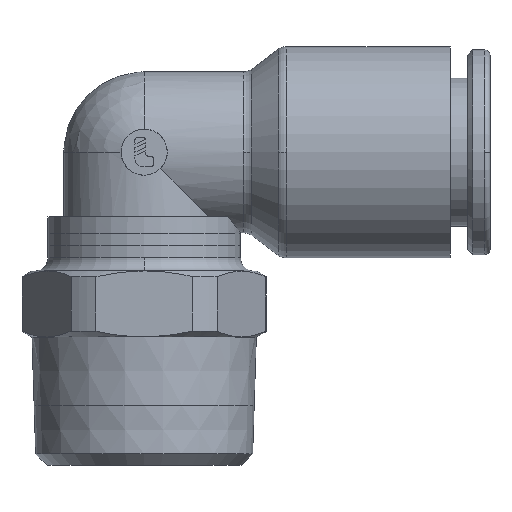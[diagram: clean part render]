
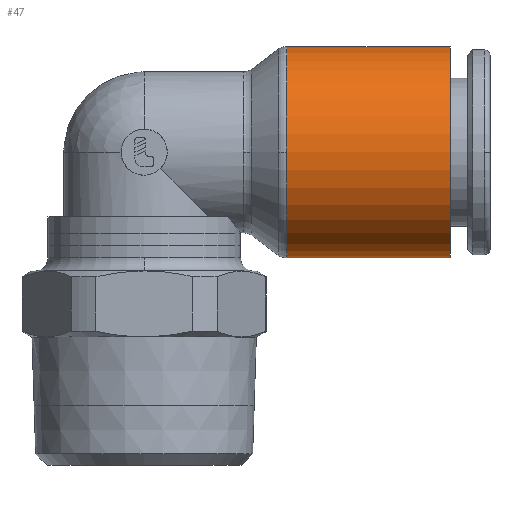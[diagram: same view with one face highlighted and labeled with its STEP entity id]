
A CAD part, top view. The second image highlights one B-rep face of the part: STEP entity #47.
In plain terms, the highlighted cylindrical face has radius 8 mm (diameter 16 mm), a partial arc.
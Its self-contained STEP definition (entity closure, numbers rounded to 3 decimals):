
#47=ADVANCED_FACE('',(#153),#154,.T.);
#153=FACE_OUTER_BOUND('',#372,.T.);
#154=CYLINDRICAL_SURFACE('',#373,8.0);
#372=EDGE_LOOP('',(#597,#598,#599,#600,#601));
#373=AXIS2_PLACEMENT_3D('',#602,#603,#604);
#597=ORIENTED_EDGE('',*,*,#1416,.F.);
#598=ORIENTED_EDGE('',*,*,#1417,.T.);
#599=ORIENTED_EDGE('',*,*,#1418,.T.);
#600=ORIENTED_EDGE('',*,*,#1419,.F.);
#601=ORIENTED_EDGE('',*,*,#1420,.F.);
#602=CARTESIAN_POINT('',(16.99,13.998,0.0));
#603=DIRECTION('',(1.0,0.0,0.0));
#604=DIRECTION('',(0.0,1.0,0.0));
#1416=EDGE_CURVE('',#1676,#1677,#1678,.T.);
#1417=EDGE_CURVE('',#1676,#1679,#1680,.T.);
#1418=EDGE_CURVE('',#1679,#1681,#1682,.T.);
#1419=EDGE_CURVE('',#1683,#1681,#1684,.T.);
#1420=EDGE_CURVE('',#1677,#1683,#1685,.T.);
#1676=VERTEX_POINT('',#2095);
#1677=VERTEX_POINT('',#2096);
#1678=LINE('',#2097,#2098);
#1679=VERTEX_POINT('',#2099);
#1680=CIRCLE('',#2100,8.0);
#1681=VERTEX_POINT('',#2101);
#1682=CIRCLE('',#2102,8.0);
#1683=VERTEX_POINT('',#2103);
#1684=LINE('',#2104,#2105);
#1685=CIRCLE('',#2106,8.0);
#2095=CARTESIAN_POINT('',(10.79,21.998,0.0));
#2096=CARTESIAN_POINT('',(23.19,21.998,0.0));
#2097=CARTESIAN_POINT('',(16.99,21.998,0.));
#2098=VECTOR('',#3064,1.0);
#2099=CARTESIAN_POINT('',(10.79,13.998,8.0));
#2100=AXIS2_PLACEMENT_3D('',#3065,#3066,#3067);
#2101=CARTESIAN_POINT('',(10.79,5.998,0.));
#2102=AXIS2_PLACEMENT_3D('',#3068,#3069,#3070);
#2103=CARTESIAN_POINT('',(23.19,5.998,0.));
#2104=CARTESIAN_POINT('',(16.99,5.998,0.));
#2105=VECTOR('',#3071,1.0);
#2106=AXIS2_PLACEMENT_3D('',#3072,#3073,#3074);
#3064=DIRECTION('',(1.0,0.0,0.0));
#3065=CARTESIAN_POINT('',(10.79,13.998,0.0));
#3066=DIRECTION('',(1.0,0.0,0.0));
#3067=DIRECTION('',(0.0,1.0,0.0));
#3068=CARTESIAN_POINT('',(10.79,13.998,0.0));
#3069=DIRECTION('',(1.0,0.0,0.0));
#3070=DIRECTION('',(0.0,1.0,0.0));
#3071=DIRECTION('',(-1.0,-0.0,-0.0));
#3072=CARTESIAN_POINT('',(23.19,13.998,0.0));
#3073=DIRECTION('',(1.0,0.0,0.0));
#3074=DIRECTION('',(0.0,1.0,0.0));
